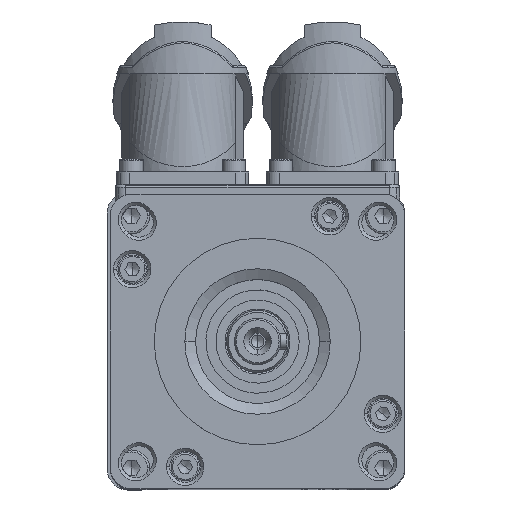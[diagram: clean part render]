
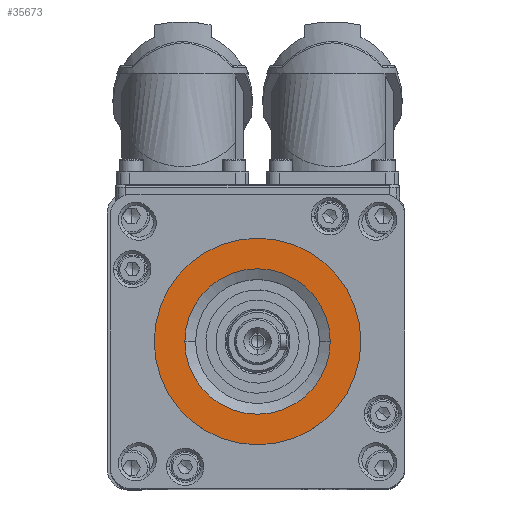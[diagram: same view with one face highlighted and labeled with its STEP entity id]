
A CAD part, top view. The second image highlights one B-rep face of the part: STEP entity #35673.
In plain terms, the highlighted planar face has unit normal (0, 0, 1).
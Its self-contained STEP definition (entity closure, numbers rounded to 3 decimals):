
#9427=CARTESIAN_POINT('',(-20.,28.5,100.0));
#9428=VERTEX_POINT('',#9427);
#9444=CARTESIAN_POINT('',(20.,28.5,100.0));
#9445=VERTEX_POINT('',#9444);
#9452=CARTESIAN_POINT('',(0.,28.5,100.0));
#9453=DIRECTION('',(0.0,0.0,-1.0));
#9454=DIRECTION('',(-1.0,0.0,0.0));
#9455=AXIS2_PLACEMENT_3D('',#9452,#9453,#9454);
#9456=CIRCLE('',#9455,20.0);
#9457=EDGE_CURVE('',#9445,#9428,#9456,.T.);
#9509=CARTESIAN_POINT('',(-14.078,28.5,100.0));
#9510=VERTEX_POINT('',#9509);
#9524=CARTESIAN_POINT('',(14.078,28.5,100.0));
#9525=VERTEX_POINT('',#9524);
#9532=CARTESIAN_POINT('',(0.,28.5,100.0));
#9533=DIRECTION('',(0.0,0.0,1.0));
#9534=DIRECTION('',(-1.0,0.0,0.0));
#9535=AXIS2_PLACEMENT_3D('',#9532,#9533,#9534);
#9536=CIRCLE('',#9535,14.078);
#9537=EDGE_CURVE('',#9525,#9510,#9536,.T.);
#35630=CARTESIAN_POINT('',(0.,28.5,100.0));
#35631=DIRECTION('',(0.0,0.0,1.0));
#35632=DIRECTION('',(-1.0,0.0,0.0));
#35633=AXIS2_PLACEMENT_3D('',#35630,#35631,#35632);
#35634=CIRCLE('',#35633,14.078);
#35635=EDGE_CURVE('',#9510,#9525,#35634,.T.);
#35654=CARTESIAN_POINT('',(0.,28.5,100.0));
#35655=DIRECTION('',(0.0,0.0,-1.0));
#35656=DIRECTION('',(-1.0,0.0,0.0));
#35657=AXIS2_PLACEMENT_3D('',#35654,#35655,#35656);
#35658=PLANE('',#35657);
#35659=ORIENTED_EDGE('',*,*,#9457,.F.);
#35660=CARTESIAN_POINT('',(0.,28.5,100.0));
#35661=DIRECTION('',(0.0,0.0,-1.0));
#35662=DIRECTION('',(-1.0,0.0,0.0));
#35663=AXIS2_PLACEMENT_3D('',#35660,#35661,#35662);
#35664=CIRCLE('',#35663,20.0);
#35665=EDGE_CURVE('',#9428,#9445,#35664,.T.);
#35666=ORIENTED_EDGE('',*,*,#35665,.F.);
#35667=EDGE_LOOP('',(#35659,#35666));
#35668=FACE_OUTER_BOUND('',#35667,.T.);
#35669=ORIENTED_EDGE('',*,*,#9537,.F.);
#35670=ORIENTED_EDGE('',*,*,#35635,.F.);
#35671=EDGE_LOOP('',(#35669,#35670));
#35672=FACE_BOUND('',#35671,.T.);
#35673=ADVANCED_FACE('',(#35668,#35672),#35658,.F.);
